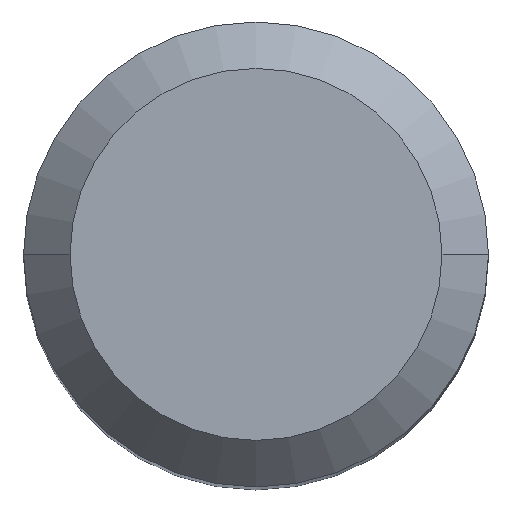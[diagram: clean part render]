
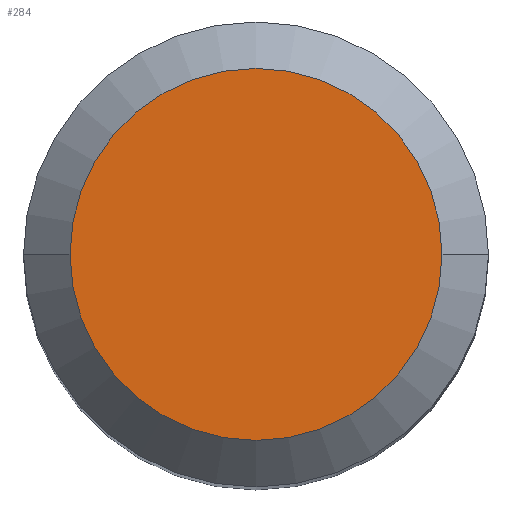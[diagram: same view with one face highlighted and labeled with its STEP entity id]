
A CAD part, top view. The second image highlights one B-rep face of the part: STEP entity #284.
In plain terms, the highlighted planar face has unit normal (0, 0, 1).
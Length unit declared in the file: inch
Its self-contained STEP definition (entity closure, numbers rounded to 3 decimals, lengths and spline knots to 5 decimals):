
#56 = DIRECTION ( 'NONE',  ( 0., 0., 1. ) ) ;
#89 = DIRECTION ( 'NONE',  ( 0., 0., 1. ) ) ;
#92 = EDGE_CURVE ( 'NONE', #160, #247, #167, .T. ) ;
#125 = CARTESIAN_POINT ( 'NONE',  ( 0., 0., 0. ) ) ;
#160 = VERTEX_POINT ( 'NONE', #483 ) ;
#166 = DIRECTION ( 'NONE',  ( -1., 0., 0. ) ) ;
#167 = CIRCLE ( 'NONE', #467, 0.18896 ) ;
#194 = CARTESIAN_POINT ( 'NONE',  ( -0.18896, 0., 0. ) ) ;
#199 = ORIENTED_EDGE ( 'NONE', *, *, #297, .T. ) ;
#243 = PLANE ( 'NONE',  #276 ) ;
#247 = VERTEX_POINT ( 'NONE', #194 ) ;
#249 = DIRECTION ( 'NONE',  ( 0., 0., -1. ) ) ;
#254 = AXIS2_PLACEMENT_3D ( 'NONE', #125, #89, #279 ) ;
#276 = AXIS2_PLACEMENT_3D ( 'NONE', #424, #249, #166 ) ;
#279 = DIRECTION ( 'NONE',  ( 1., 0., 0. ) ) ;
#281 = FACE_OUTER_BOUND ( 'NONE', #474, .T. ) ;
#284 = ADVANCED_FACE ( 'NONE', ( #281 ), #243, .F. ) ;
#286 = CIRCLE ( 'NONE', #254, 0.18896 ) ;
#297 = EDGE_CURVE ( 'NONE', #247, #160, #286, .T. ) ;
#333 = ORIENTED_EDGE ( 'NONE', *, *, #92, .T. ) ;
#395 = CARTESIAN_POINT ( 'NONE',  ( 0., 0., 0. ) ) ;
#424 = CARTESIAN_POINT ( 'NONE',  ( 0., 0., 0. ) ) ;
#467 = AXIS2_PLACEMENT_3D ( 'NONE', #395, #56, #469 ) ;
#469 = DIRECTION ( 'NONE',  ( 1., 0., 0. ) ) ;
#474 = EDGE_LOOP ( 'NONE', ( #199, #333 ) ) ;
#483 = CARTESIAN_POINT ( 'NONE',  ( 0.18896, 0., 0. ) ) ;
